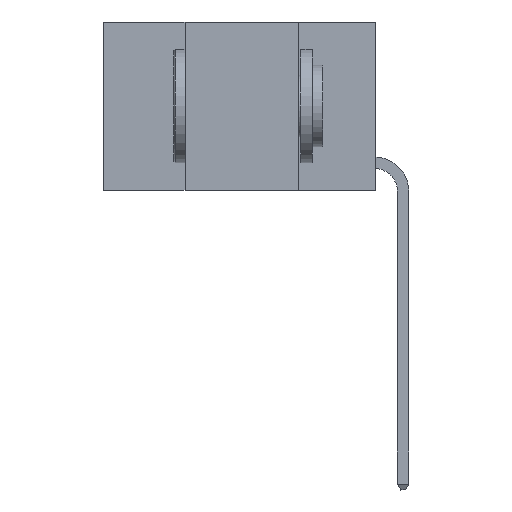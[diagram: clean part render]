
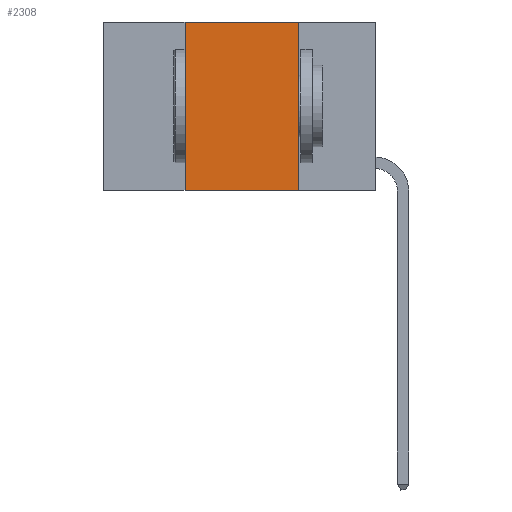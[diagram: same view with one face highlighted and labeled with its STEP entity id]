
A CAD part, left-side view. The second image highlights one B-rep face of the part: STEP entity #2308.
In plain terms, the highlighted planar face has unit normal (-1, 0, 0).
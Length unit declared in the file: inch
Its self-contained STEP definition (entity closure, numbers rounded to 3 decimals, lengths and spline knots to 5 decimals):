
#460 = PLANE ( 'NONE',  #520 ) ;
#520 = AXIS2_PLACEMENT_3D ( 'NONE', #3149, #7486, #10945 ) ;
#528 = VECTOR ( 'NONE', #1455, 39.37008 ) ;
#688 = ORIENTED_EDGE ( 'NONE', *, *, #1824, .F. ) ;
#864 = VECTOR ( 'NONE', #10027, 39.37008 ) ;
#868 = EDGE_LOOP ( 'NONE', ( #8431, #688, #10764, #1045 ) ) ;
#908 = EDGE_CURVE ( 'NONE', #7111, #3924, #3019, .T. ) ;
#1045 = ORIENTED_EDGE ( 'NONE', *, *, #2249, .T. ) ;
#1394 = CARTESIAN_POINT ( 'NONE',  ( 0., 0.6, -0.37 ) ) ;
#1455 = DIRECTION ( 'NONE',  ( 0., -1., 0. ) ) ;
#1824 = EDGE_CURVE ( 'NONE', #3924, #8011, #2178, .T. ) ;
#2124 = CARTESIAN_POINT ( 'NONE',  ( 0., 0.6, 0. ) ) ;
#2178 = LINE ( 'NONE', #2124, #528 ) ;
#2249 = EDGE_CURVE ( 'NONE', #7111, #4872, #3036, .T. ) ;
#2308 = ADVANCED_FACE ( 'NONE', ( #8399 ), #460, .F. ) ;
#3019 = LINE ( 'NONE', #6529, #864 ) ;
#3036 = LINE ( 'NONE', #1394, #11313 ) ;
#3149 = CARTESIAN_POINT ( 'NONE',  ( 0., 0.6, 0. ) ) ;
#3924 = VERTEX_POINT ( 'NONE', #4879 ) ;
#4872 = VERTEX_POINT ( 'NONE', #7656 ) ;
#4879 = CARTESIAN_POINT ( 'NONE',  ( 0., 0.42, 0. ) ) ;
#5086 = CARTESIAN_POINT ( 'NONE',  ( 0., 0.17, 0. ) ) ;
#5595 = CARTESIAN_POINT ( 'NONE',  ( 0., 0.17, 0. ) ) ;
#5865 = CARTESIAN_POINT ( 'NONE',  ( 0., 0.42, -0.37 ) ) ;
#6529 = CARTESIAN_POINT ( 'NONE',  ( 0., 0.42, 0. ) ) ;
#7111 = VERTEX_POINT ( 'NONE', #5865 ) ;
#7486 = DIRECTION ( 'NONE',  ( 1., 0., 0. ) ) ;
#7656 = CARTESIAN_POINT ( 'NONE',  ( 0., 0.17, -0.37 ) ) ;
#8011 = VERTEX_POINT ( 'NONE', #5086 ) ;
#8237 = DIRECTION ( 'NONE',  ( 0., 0., -1. ) ) ;
#8399 = FACE_OUTER_BOUND ( 'NONE', #868, .T. ) ;
#8431 = ORIENTED_EDGE ( 'NONE', *, *, #9601, .F. ) ;
#8601 = VECTOR ( 'NONE', #8237, 39.37008 ) ;
#9128 = DIRECTION ( 'NONE',  ( 0., -1., 0. ) ) ;
#9601 = EDGE_CURVE ( 'NONE', #8011, #4872, #10793, .T. ) ;
#10027 = DIRECTION ( 'NONE',  ( 0., 0., 1. ) ) ;
#10764 = ORIENTED_EDGE ( 'NONE', *, *, #908, .F. ) ;
#10793 = LINE ( 'NONE', #5595, #8601 ) ;
#10945 = DIRECTION ( 'NONE',  ( 0., 0., -1. ) ) ;
#11313 = VECTOR ( 'NONE', #9128, 39.37008 ) ;
